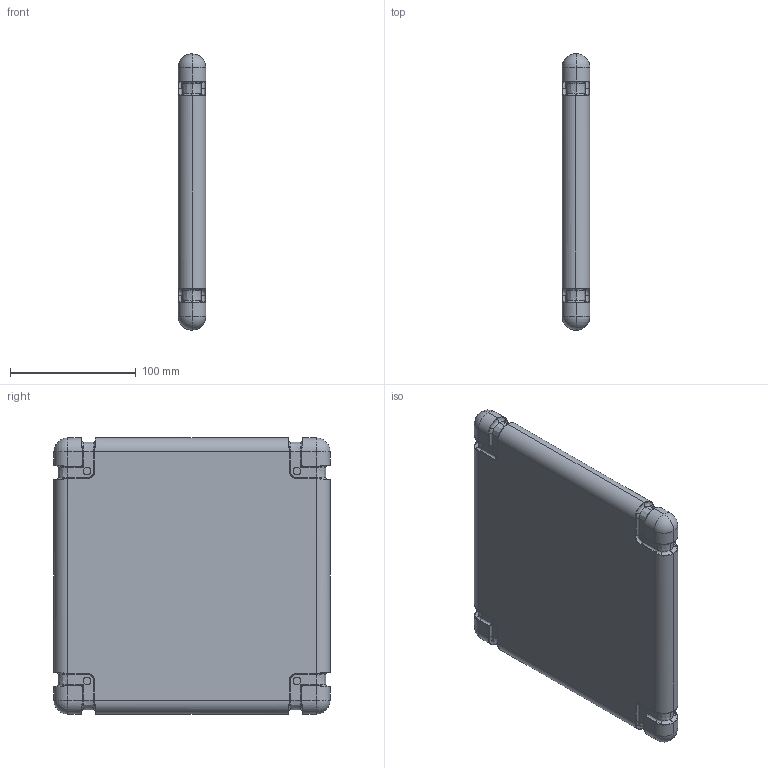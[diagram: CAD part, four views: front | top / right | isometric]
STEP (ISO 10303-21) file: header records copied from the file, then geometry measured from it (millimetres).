
FILE_DESCRIPTION (( 'STEP AP214' ), '1' );
FILE_NAME ('board-single-piece-22x220x220.STEP', '2024-01-11T05:45:45', ( '' ), ( '' ), 'SwSTEP 2.0', 'SolidWorks 2023', '' );
FILE_SCHEMA (( 'AUTOMOTIVE_DESIGN' ));
Length unit declared in the file: millimetre
Products named in the file (1): board-single-piece-22x220x220
Bounding box: 22 x 220 x 220 mm (x, y, z)
Volume: 1000408.3 mm3; surface area: 109893.4 mm2
Topology: 1 solids, 1 shells, 350 faces, 828 edges, 480 vertices
Faces by surface type: bspline 232, cylinder 92, plane 18, sphere 8
Entity records: 29043 total; most frequent: CARTESIAN_POINT 23409, ORIENTED_EDGE 1640, EDGE_CURVE 820, B_SPLINE_CURVE_WITH_KNOTS 718, VERTEX_POINT 480, EDGE_LOOP 358, ADVANCED_FACE 350, FACE_OUTER_BOUND 350
